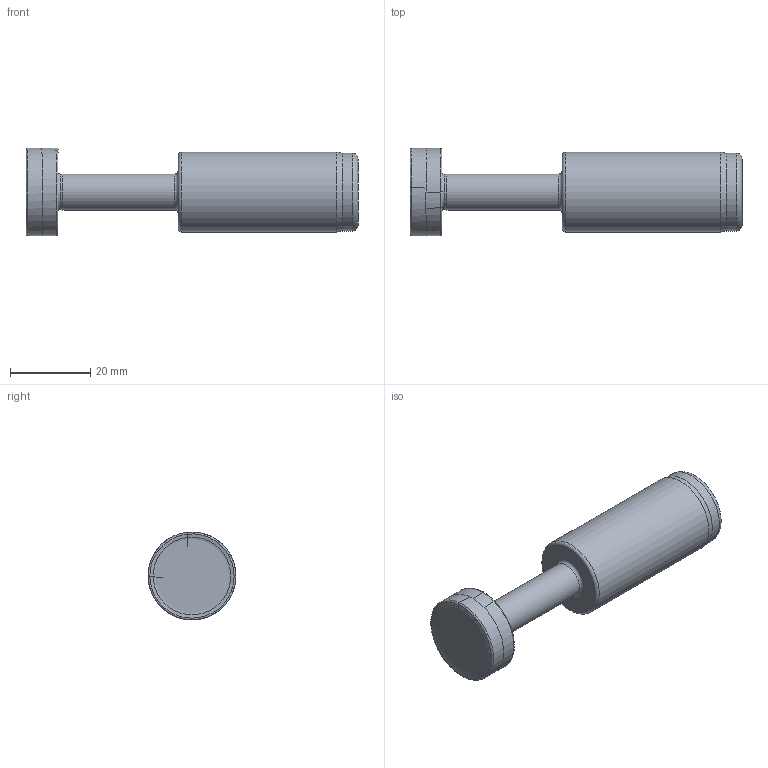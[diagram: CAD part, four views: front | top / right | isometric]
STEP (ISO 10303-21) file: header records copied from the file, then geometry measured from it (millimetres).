
FILE_DESCRIPTION(/* description */ (''),/* implementation_level */ '2;1');
FILE_NAME(/* name */ 'ATSM90-CC06-D22X8-W20-L83-Z04.stp',/* time_stamp */ '2023-10-03T08:10:28+03:00',/* author */ (''),/* organization */ (''),/* preprocessor_version */ 'ST-DEVELOPER v19.4',/* originating_system */ 'SIEMENS PLM Software NX2306.5001',/* authorisation */ '');
FILE_SCHEMA (('AUTOMOTIVE_DESIGN { 1 0 10303 214 3 1 1 1 }'));
Length unit declared in the file: millimetre
Products named in the file (1): ATSM90-CC06-D22X8-W20-L83-Z04-LIGHT_x_t_objects
Bounding box: 83 x 22 x 22 mm (x, y, z)
Volume: 20772.6 mm3; surface area: 6574.2 mm2
Topology: 2 solids, 2 shells, 40 faces, 83 edges, 47 vertices
Faces by surface type: bspline 24, torus 6, plane 4, cylinder 4, cone 2
Full cylindrical faces by diameter (mm): 9 x1, 19.5 x1, 20 x1, 21 x1
Entity records: 1276 total; most frequent: CARTESIAN_POINT 487, DIRECTION 160, ORIENTED_EDGE 142, AXIS2_PLACEMENT_3D 72, EDGE_CURVE 71, CIRCLE 55, EDGE_LOOP 54, VERTEX_POINT 47
